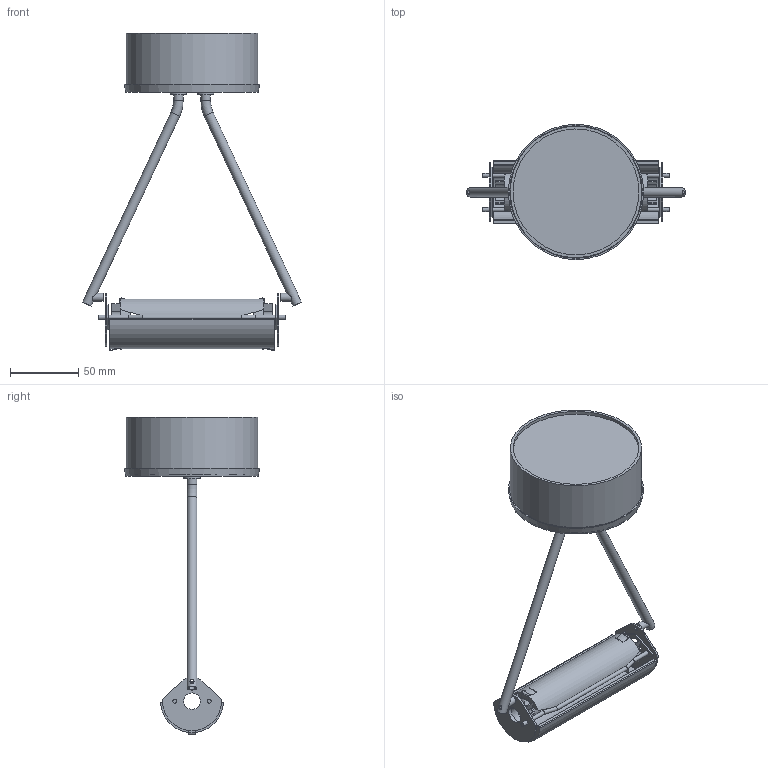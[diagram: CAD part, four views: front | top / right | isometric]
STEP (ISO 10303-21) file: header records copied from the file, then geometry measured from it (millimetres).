
FILE_DESCRIPTION(/* description */ (''),/* implementation_level */ '2;1');
FILE_NAME(/* name */ 'FS15085250xxNE.stp',/* time_stamp */ '2020-01-21T14:16:06+01:00',/* author */ ('sghezzi'),/* organization */ (''),/* preprocessor_version */ 'ST-DEVELOPER v17.2',/* originating_system */ 'Autodesk Inventor 2019',/* authorisation */ '');
FILE_SCHEMA (('AUTOMOTIVE_DESIGN { 1 0 10303 214 3 1 1 }'));
Length unit declared in the file: millimetre
Products named in the file (11): Scintilla_AT1S150_Assieme; 007300000_Piattello Cr AT1S150-300; 007150001_Braccio AT1S150; 007300001_Contropiattello AT1S150-300; montatura; Vetro protezione inf L120; 007272900_MOLLA_VETRO_GR-mod; Vetro protezione sup L108; 007527714_ Molla fissaggio vetro supipt; 007300002_Rondella di rinforzo AT1S150-300; DAT ingombro
Assembly tree (13 placements, depth 2):
  Scintilla_AT1S150_Assieme
    007300000_Piattello Cr AT1S150-300
    007150001_Braccio AT1S150  x2
    007300001_Contropiattello AT1S150-300
    montatura
    Vetro protezione inf L120
    007272900_MOLLA_VETRO_GR-mod  x2
    Vetro protezione sup L108
    007527714_ Molla fissaggio vetro supipt  x2
    007300002_Rondella di rinforzo AT1S150-300
    DAT ingombro
Bounding box: 160.07 x 98.88 x 232.06 mm (x, y, z)
Volume: 114467.8 mm3; surface area: 118849.1 mm2
Topology: 16 solids, 16 shells, 298 faces, 795 edges, 534 vertices
Faces by surface type: cylinder 155, plane 135, cone 4, torus 4
Full cylindrical faces by diameter (mm): 3 x22, 5 x9, 6 x2, 7 x4, 10 x4, 12 x4, 40 x2, 86 x1, 92 x2, 96 x1
Entity records: 7177 total; most frequent: CARTESIAN_POINT 1297, DIRECTION 1251, ORIENTED_EDGE 1084, EDGE_CURVE 542, AXIS2_PLACEMENT_3D 487, VERTEX_POINT 365, LINE 277, VECTOR 277
